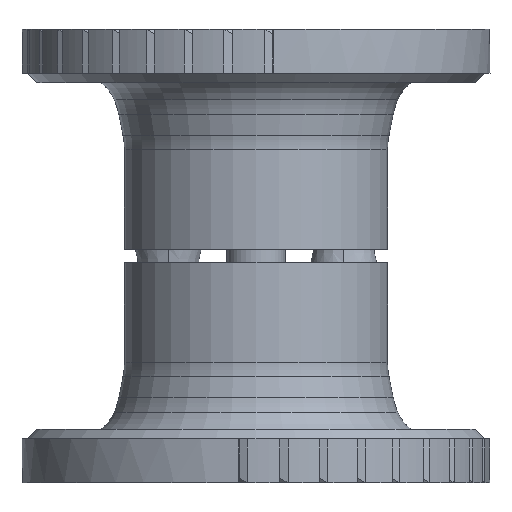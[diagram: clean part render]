
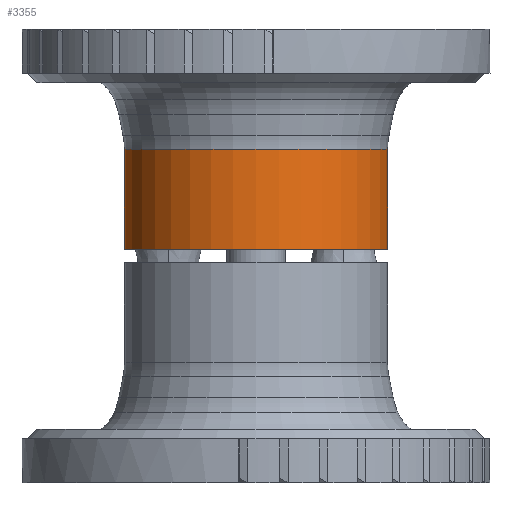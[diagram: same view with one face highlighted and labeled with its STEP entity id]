
A CAD part, left-side view. The second image highlights one B-rep face of the part: STEP entity #3355.
In plain terms, the highlighted cylindrical face has radius 9 mm (diameter 18 mm), a partial arc.
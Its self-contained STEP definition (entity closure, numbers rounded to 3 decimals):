
#98=CARTESIAN_POINT('',(8.798,7.257,7.037));
#99=DIRECTION('',(0.,0.,-1.));
#100=DIRECTION('',(0.,-1.,0.));
#101=AXIS2_PLACEMENT_3D('',#98,#99,#100);
#123=DIRECTION('',(0.,0.,1.));
#124=VECTOR('',#123,6.837);
#125=CARTESIAN_POINT('',(8.798,-1.743,0.2));
#126=LINE('',#125,#124);
#127=DIRECTION('',(0.,0.,-1.));
#128=VECTOR('',#127,6.837);
#129=CARTESIAN_POINT('',(8.798,16.257,7.037));
#130=LINE('',#129,#128);
#131=CARTESIAN_POINT('',(8.798,7.257,0.2));
#132=DIRECTION('',(0.,0.,-1.));
#133=DIRECTION('',(0.,-1.,0.));
#134=AXIS2_PLACEMENT_3D('',#131,#132,#133);
#2754=CARTESIAN_POINT('',(8.798,-1.743,7.037));
#2755=VERTEX_POINT('',#2754);
#2758=CARTESIAN_POINT('',(8.798,16.257,7.037));
#2759=VERTEX_POINT('',#2758);
#2785=CARTESIAN_POINT('',(8.798,16.257,0.2));
#2786=VERTEX_POINT('',#2785);
#2787=CARTESIAN_POINT('',(8.798,-1.743,0.2));
#2788=VERTEX_POINT('',#2787);
#3342=CARTESIAN_POINT('',(8.798,7.257,0.2));
#3343=DIRECTION('',(0.,0.,1.));
#3344=DIRECTION('',(0.,-1.,0.));
#3345=AXIS2_PLACEMENT_3D('',#3342,#3343,#3344);
#3346=CYLINDRICAL_SURFACE('',#3345,9.);
#3347=ORIENTED_EDGE('',*,*,#3330,.F.);
#3348=ORIENTED_EDGE('',*,*,#3302,.F.);
#3350=ORIENTED_EDGE('',*,*,#3349,.T.);
#3352=ORIENTED_EDGE('',*,*,#3351,.F.);
#3353=EDGE_LOOP('',(#3347,#3348,#3350,#3352));
#3354=FACE_OUTER_BOUND('',#3353,.F.);
#3355=ADVANCED_FACE('',(#3354),#3346,.T.);
#102=CIRCLE('',#101,9.);
#135=CIRCLE('',#134,9.);
#3302=EDGE_CURVE('',#2788,#2755,#126,.T.);
#3330=EDGE_CURVE('',#2755,#2759,#102,.T.);
#3349=EDGE_CURVE('',#2788,#2786,#135,.T.);
#3351=EDGE_CURVE('',#2759,#2786,#130,.T.);
